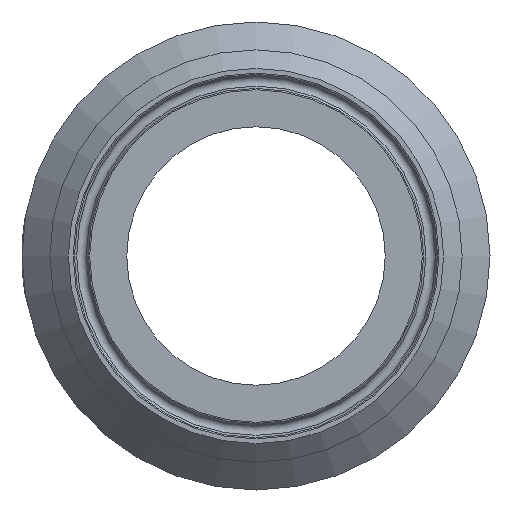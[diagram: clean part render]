
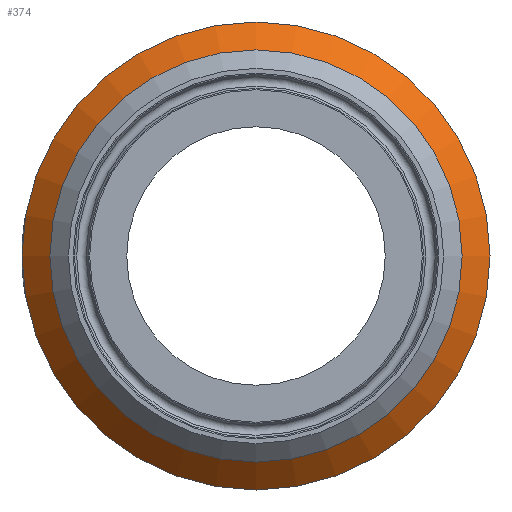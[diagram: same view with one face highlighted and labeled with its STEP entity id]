
A CAD part, left-side view. The second image highlights one B-rep face of the part: STEP entity #374.
In plain terms, the highlighted conical face has half-angle 45 degrees and reference radius 29.625 mm.
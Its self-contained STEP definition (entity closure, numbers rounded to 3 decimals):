
#33=CONICAL_SURFACE('',#419,29.625,45.);
#56=FACE_BOUND('',#130,.T.);
#88=FACE_OUTER_BOUND('',#129,.T.);
#129=EDGE_LOOP('',(#303));
#130=EDGE_LOOP('',(#304));
#188=CIRCLE('',#417,31.5);
#190=CIRCLE('',#420,27.75);
#220=VERTEX_POINT('',#624);
#226=VERTEX_POINT('',#673);
#256=EDGE_CURVE('',#220,#220,#188,.T.);
#262=EDGE_CURVE('',#226,#226,#190,.T.);
#303=ORIENTED_EDGE('',*,*,#262,.T.);
#304=ORIENTED_EDGE('',*,*,#256,.F.);
#374=ADVANCED_FACE('',(#88,#56),#33,.T.);
#417=AXIS2_PLACEMENT_3D('',#625,#499,#500);
#419=AXIS2_PLACEMENT_3D('',#672,#503,#504);
#420=AXIS2_PLACEMENT_3D('',#674,#505,#506);
#499=DIRECTION('center_axis',(1.,0.,0.));
#500=DIRECTION('ref_axis',(0.,1.,0.));
#503=DIRECTION('center_axis',(1.,0.,0.));
#504=DIRECTION('ref_axis',(0.,1.,0.));
#505=DIRECTION('center_axis',(1.,0.,0.));
#506=DIRECTION('ref_axis',(0.,1.,0.));
#624=CARTESIAN_POINT('',(-7.5,31.5,0.));
#625=CARTESIAN_POINT('Origin',(-7.5,0.,0.));
#672=CARTESIAN_POINT('Origin',(-9.375,0.,0.));
#673=CARTESIAN_POINT('',(-11.25,27.75,0.));
#674=CARTESIAN_POINT('Origin',(-11.25,0.,0.));
